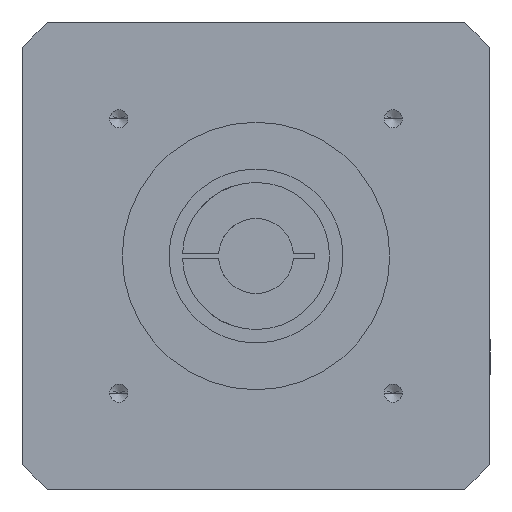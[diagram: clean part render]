
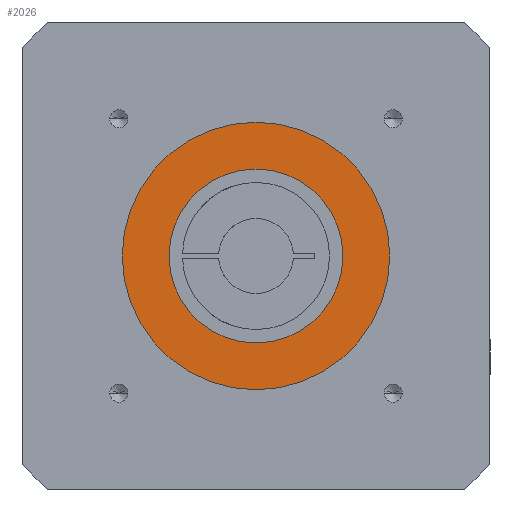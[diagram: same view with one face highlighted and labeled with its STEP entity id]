
A CAD part, front view. The second image highlights one B-rep face of the part: STEP entity #2026.
In plain terms, the highlighted face is planar.
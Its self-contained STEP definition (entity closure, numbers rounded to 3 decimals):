
#307 = ORIENTED_EDGE ( 'NONE', *, *, #1953, .T. ) ;
#545 = CIRCLE ( 'NONE', #3687, 50. ) ;
#576 = EDGE_LOOP ( 'NONE', ( #5590, #307 ) ) ;
#618 = ORIENTED_EDGE ( 'NONE', *, *, #3722, .F. ) ;
#796 = AXIS2_PLACEMENT_3D ( 'NONE', #3587, #971, #4984 ) ;
#885 = AXIS2_PLACEMENT_3D ( 'NONE', #5531, #1063, #1131 ) ;
#971 = DIRECTION ( 'NONE',  ( 0., 1., 0. ) ) ;
#1063 = DIRECTION ( 'NONE',  ( 0., 1., 0. ) ) ;
#1131 = DIRECTION ( 'NONE',  ( 0., 0., 1. ) ) ;
#1145 = AXIS2_PLACEMENT_3D ( 'NONE', #4723, #5589, #2937 ) ;
#1174 = EDGE_CURVE ( 'NONE', #5009, #1597, #5421, .T. ) ;
#1597 = VERTEX_POINT ( 'NONE', #2997 ) ;
#1627 = DIRECTION ( 'NONE',  ( 0., 1., 0. ) ) ;
#1629 = FACE_OUTER_BOUND ( 'NONE', #576, .T. ) ;
#1794 = ORIENTED_EDGE ( 'NONE', *, *, #3933, .F. ) ;
#1953 = EDGE_CURVE ( 'NONE', #1597, #5009, #545, .T. ) ;
#1980 = DIRECTION ( 'NONE',  ( 0., 0., 1. ) ) ;
#2026 = ADVANCED_FACE ( 'NONE', ( #3473, #1629 ), #4114, .T. ) ;
#2045 = CARTESIAN_POINT ( 'NONE',  ( 0., 70., 50. ) ) ;
#2047 = CIRCLE ( 'NONE', #885, 32.5 ) ;
#2289 = AXIS2_PLACEMENT_3D ( 'NONE', #5140, #1627, #3349 ) ;
#2801 = VERTEX_POINT ( 'NONE', #3191 ) ;
#2937 = DIRECTION ( 'NONE',  ( 0., 0., 1. ) ) ;
#2997 = CARTESIAN_POINT ( 'NONE',  ( 0., 70., -50. ) ) ;
#3191 = CARTESIAN_POINT ( 'NONE',  ( 0., 70., 32.5 ) ) ;
#3246 = EDGE_LOOP ( 'NONE', ( #618, #1794 ) ) ;
#3314 = DIRECTION ( 'NONE',  ( 0., 1., 0. ) ) ;
#3349 = DIRECTION ( 'NONE',  ( 0., 0., 1. ) ) ;
#3473 = FACE_BOUND ( 'NONE', #3246, .T. ) ;
#3587 = CARTESIAN_POINT ( 'NONE',  ( 0., 70., 0. ) ) ;
#3687 = AXIS2_PLACEMENT_3D ( 'NONE', #5056, #3314, #1980 ) ;
#3722 = EDGE_CURVE ( 'NONE', #2801, #3957, #2047, .T. ) ;
#3933 = EDGE_CURVE ( 'NONE', #3957, #2801, #4681, .T. ) ;
#3957 = VERTEX_POINT ( 'NONE', #5569 ) ;
#4114 = PLANE ( 'NONE',  #2289 ) ;
#4681 = CIRCLE ( 'NONE', #1145, 32.5 ) ;
#4723 = CARTESIAN_POINT ( 'NONE',  ( 0., 70., 0. ) ) ;
#4984 = DIRECTION ( 'NONE',  ( 0., 0., 1. ) ) ;
#5009 = VERTEX_POINT ( 'NONE', #2045 ) ;
#5056 = CARTESIAN_POINT ( 'NONE',  ( 0., 70., 0. ) ) ;
#5140 = CARTESIAN_POINT ( 'NONE',  ( 0., 70., 0. ) ) ;
#5421 = CIRCLE ( 'NONE', #796, 50. ) ;
#5531 = CARTESIAN_POINT ( 'NONE',  ( 0., 70., 0. ) ) ;
#5569 = CARTESIAN_POINT ( 'NONE',  ( 0., 70., -32.5 ) ) ;
#5589 = DIRECTION ( 'NONE',  ( 0., 1., 0. ) ) ;
#5590 = ORIENTED_EDGE ( 'NONE', *, *, #1174, .T. ) ;
